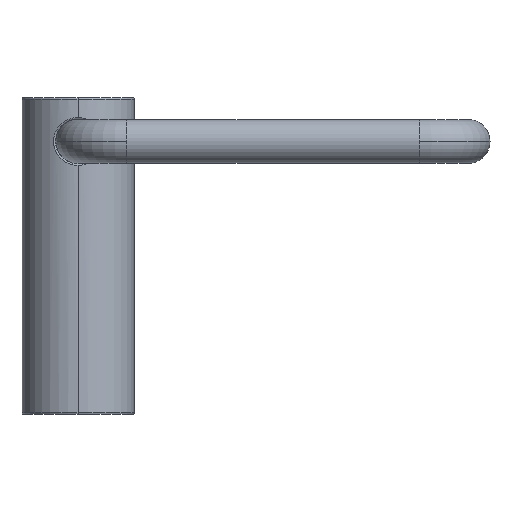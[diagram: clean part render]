
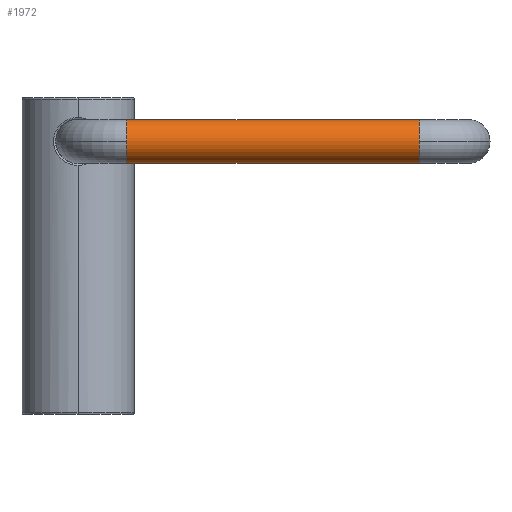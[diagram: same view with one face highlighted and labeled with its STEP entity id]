
A CAD part, left-side view. The second image highlights one B-rep face of the part: STEP entity #1972.
In plain terms, the highlighted cylindrical face has radius 4.5 mm (diameter 9 mm), a partial arc.
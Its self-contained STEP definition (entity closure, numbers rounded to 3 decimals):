
#76 = DIRECTION ( 'NONE',  ( 0., 1., 0. ) ) ;
#150 = DIRECTION ( 'NONE',  ( 0., 1., 0. ) ) ;
#163 = ORIENTED_EDGE ( 'NONE', *, *, #2080, .F. ) ;
#208 = DIRECTION ( 'NONE',  ( 0., 0., -1. ) ) ;
#353 = AXIS2_PLACEMENT_3D ( 'NONE', #2632, #547, #1465 ) ;
#408 = CARTESIAN_POINT ( 'NONE',  ( -85.5, -10., 51.5 ) ) ;
#426 = CARTESIAN_POINT ( 'NONE',  ( -90., -70., 56. ) ) ;
#547 = DIRECTION ( 'NONE',  ( 0., -1., 0. ) ) ;
#549 = AXIS2_PLACEMENT_3D ( 'NONE', #641, #1561, #2500 ) ;
#592 = EDGE_CURVE ( 'NONE', #691, #1338, #1936, .T. ) ;
#641 = CARTESIAN_POINT ( 'NONE',  ( -85.5, -10., 56. ) ) ;
#680 = AXIS2_PLACEMENT_3D ( 'NONE', #2387, #76, #1004 ) ;
#691 = VERTEX_POINT ( 'NONE', #2741 ) ;
#770 = FACE_OUTER_BOUND ( 'NONE', #1627, .T. ) ;
#800 = CARTESIAN_POINT ( 'NONE',  ( -90., -10., 56. ) ) ;
#815 = DIRECTION ( 'NONE',  ( 0., -1., 0. ) ) ;
#1004 = DIRECTION ( 'NONE',  ( 0., 0., -1. ) ) ;
#1061 = CARTESIAN_POINT ( 'NONE',  ( -85.5, -10., 51.5 ) ) ;
#1079 = DIRECTION ( 'NONE',  ( 0., 0., -1. ) ) ;
#1157 = ORIENTED_EDGE ( 'NONE', *, *, #592, .T. ) ;
#1282 = ORIENTED_EDGE ( 'NONE', *, *, #1569, .T. ) ;
#1287 = EDGE_CURVE ( 'NONE', #2035, #691, #2491, .T. ) ;
#1328 = DIRECTION ( 'NONE',  ( 0., -1., 0. ) ) ;
#1338 = VERTEX_POINT ( 'NONE', #426 ) ;
#1355 = CARTESIAN_POINT ( 'NONE',  ( -85.5, -70., 56. ) ) ;
#1465 = DIRECTION ( 'NONE',  ( 0., 0., -1. ) ) ;
#1500 = AXIS2_PLACEMENT_3D ( 'NONE', #2229, #150, #1079 ) ;
#1561 = DIRECTION ( 'NONE',  ( 0., 1., 0. ) ) ;
#1569 = EDGE_CURVE ( 'NONE', #1338, #1965, #1988, .T. ) ;
#1627 = EDGE_LOOP ( 'NONE', ( #1889, #1647, #163, #1874, #1157, #1282 ) ) ;
#1647 = ORIENTED_EDGE ( 'NONE', *, *, #3011, .F. ) ;
#1686 = VERTEX_POINT ( 'NONE', #800 ) ;
#1694 = CYLINDRICAL_SURFACE ( 'NONE', #353, 4.5 ) ;
#1711 = EDGE_CURVE ( 'NONE', #2995, #1965, #1977, .T. ) ;
#1744 = VECTOR ( 'NONE', #1328, 1000. ) ;
#1857 = CIRCLE ( 'NONE', #549, 4.5 ) ;
#1874 = ORIENTED_EDGE ( 'NONE', *, *, #1287, .T. ) ;
#1889 = ORIENTED_EDGE ( 'NONE', *, *, #1711, .F. ) ;
#1929 = CARTESIAN_POINT ( 'NONE',  ( -85.5, -70., 60.5 ) ) ;
#1936 = CIRCLE ( 'NONE', #2662, 4.5 ) ;
#1965 = VERTEX_POINT ( 'NONE', #1929 ) ;
#1972 = ADVANCED_FACE ( 'NONE', ( #770 ), #1694, .T. ) ;
#1977 = LINE ( 'NONE', #2902, #2531 ) ;
#1988 = CIRCLE ( 'NONE', #680, 4.5 ) ;
#2035 = VERTEX_POINT ( 'NONE', #1061 ) ;
#2080 = EDGE_CURVE ( 'NONE', #2035, #1686, #2820, .T. ) ;
#2229 = CARTESIAN_POINT ( 'NONE',  ( -85.5, -10., 56. ) ) ;
#2292 = DIRECTION ( 'NONE',  ( 0., 1., 0. ) ) ;
#2387 = CARTESIAN_POINT ( 'NONE',  ( -85.5, -70., 56. ) ) ;
#2491 = LINE ( 'NONE', #408, #1744 ) ;
#2500 = DIRECTION ( 'NONE',  ( 0., 0., -1. ) ) ;
#2531 = VECTOR ( 'NONE', #815, 1000. ) ;
#2632 = CARTESIAN_POINT ( 'NONE',  ( -85.5, -10., 56. ) ) ;
#2662 = AXIS2_PLACEMENT_3D ( 'NONE', #1355, #2292, #208 ) ;
#2741 = CARTESIAN_POINT ( 'NONE',  ( -85.5, -70., 51.5 ) ) ;
#2820 = CIRCLE ( 'NONE', #1500, 4.5 ) ;
#2902 = CARTESIAN_POINT ( 'NONE',  ( -85.5, -10., 60.5 ) ) ;
#2957 = CARTESIAN_POINT ( 'NONE',  ( -85.5, -10., 60.5 ) ) ;
#2995 = VERTEX_POINT ( 'NONE', #2957 ) ;
#3011 = EDGE_CURVE ( 'NONE', #1686, #2995, #1857, .T. ) ;
